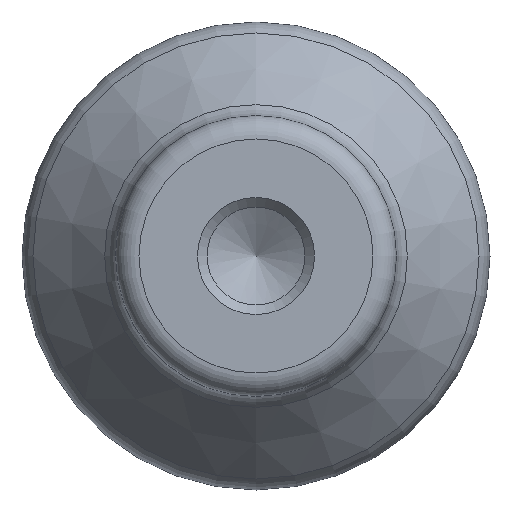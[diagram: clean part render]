
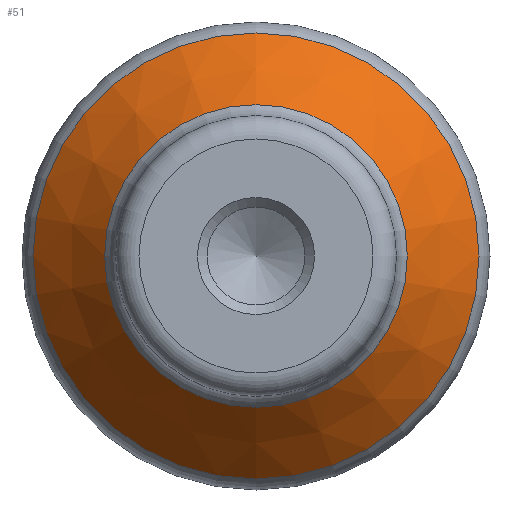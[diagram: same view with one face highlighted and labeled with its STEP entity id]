
A CAD part, front view. The second image highlights one B-rep face of the part: STEP entity #51.
In plain terms, the highlighted conical face has half-angle 40 degrees and reference radius 19.064 mm.
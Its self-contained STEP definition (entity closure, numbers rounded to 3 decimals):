
#51 = ADVANCED_FACE( '', ( #108, #109 ), #110, .T. );
#108 = FACE_BOUND( '', #167, .T. );
#109 = FACE_OUTER_BOUND( '', #168, .T. );
#110 = CONICAL_SURFACE( '', #169, 19.064, 0.698 );
#167 = EDGE_LOOP( '', ( #234 ) );
#168 = EDGE_LOOP( '', ( #235 ) );
#169 = AXIS2_PLACEMENT_3D( '', #236, #237, #238 );
#234 = ORIENTED_EDGE( '', *, *, #285, .F. );
#235 = ORIENTED_EDGE( '', *, *, #274, .T. );
#236 = CARTESIAN_POINT( '', ( 0., 27.119, 0. ) );
#237 = DIRECTION( '', ( 0., 1., 0. ) );
#238 = DIRECTION( '', ( 0., 0., 1. ) );
#274 = EDGE_CURVE( '', #304, #304, #305, .T. );
#285 = EDGE_CURVE( '', #318, #318, #319, .T. );
#304 = VERTEX_POINT( '', #341 );
#305 = CIRCLE( '', #342, 19.064 );
#318 = VERTEX_POINT( '', #355 );
#319 = CIRCLE( '', #356, 12.936 );
#341 = CARTESIAN_POINT( '', ( 0., 27.119, -19.064 ) );
#342 = AXIS2_PLACEMENT_3D( '', #379, #380, #381 );
#355 = CARTESIAN_POINT( '', ( 0., 19.815, -12.936 ) );
#356 = AXIS2_PLACEMENT_3D( '', #394, #395, #396 );
#379 = CARTESIAN_POINT( '', ( 0., 27.119, 0. ) );
#380 = DIRECTION( '', ( 0., -1., 0. ) );
#381 = DIRECTION( '', ( 0., 0., -1. ) );
#394 = CARTESIAN_POINT( '', ( 0., 19.815, 0. ) );
#395 = DIRECTION( '', ( 0., -1., 0. ) );
#396 = DIRECTION( '', ( 0., 0., -1. ) );
